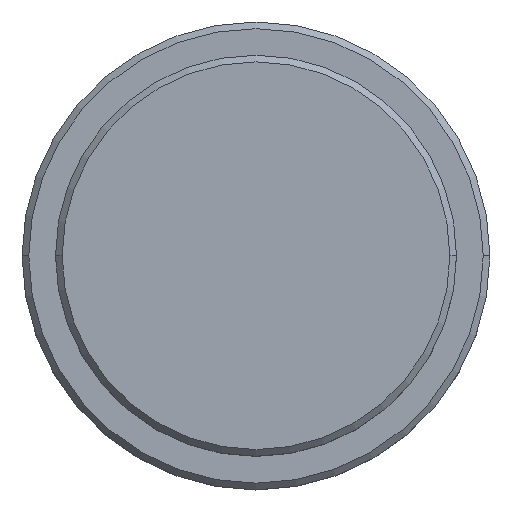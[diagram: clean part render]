
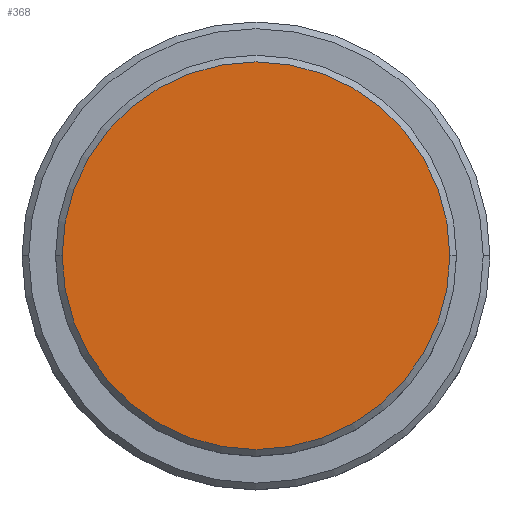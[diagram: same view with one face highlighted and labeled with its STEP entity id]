
A CAD part, top view. The second image highlights one B-rep face of the part: STEP entity #368.
In plain terms, the highlighted planar face has unit normal (0, 0, 1).
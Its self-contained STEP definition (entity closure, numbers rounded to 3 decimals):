
#29 = EDGE_LOOP ( 'NONE', ( #1007, #587 ) ) ;
#48 = CARTESIAN_POINT ( 'NONE',  ( 0., 0., 0. ) ) ;
#127 = AXIS2_PLACEMENT_3D ( 'NONE', #48, #1139, #363 ) ;
#149 = DIRECTION ( 'NONE',  ( 1., 0., 0. ) ) ;
#243 = CIRCLE ( 'NONE', #1334, 14.5 ) ;
#279 = DIRECTION ( 'NONE',  ( 0., 0., 1. ) ) ;
#322 = EDGE_CURVE ( 'NONE', #959, #1352, #376, .T. ) ;
#363 = DIRECTION ( 'NONE',  ( 1., 0., 0. ) ) ;
#368 = ADVANCED_FACE ( 'NONE', ( #812 ), #706, .T. ) ;
#376 = CIRCLE ( 'NONE', #127, 14.5 ) ;
#587 = ORIENTED_EDGE ( 'NONE', *, *, #322, .T. ) ;
#689 = CARTESIAN_POINT ( 'NONE',  ( 0., 0., 0. ) ) ;
#706 = PLANE ( 'NONE',  #1270 ) ;
#812 = FACE_OUTER_BOUND ( 'NONE', #29, .T. ) ;
#880 = EDGE_CURVE ( 'NONE', #1352, #959, #243, .T. ) ;
#939 = DIRECTION ( 'NONE',  ( 1., 0., 0. ) ) ;
#955 = CARTESIAN_POINT ( 'NONE',  ( 14.5, 0., 0. ) ) ;
#959 = VERTEX_POINT ( 'NONE', #955 ) ;
#1007 = ORIENTED_EDGE ( 'NONE', *, *, #880, .T. ) ;
#1047 = CARTESIAN_POINT ( 'NONE',  ( 0., 0., 0. ) ) ;
#1139 = DIRECTION ( 'NONE',  ( 0., 0., 1. ) ) ;
#1270 = AXIS2_PLACEMENT_3D ( 'NONE', #689, #279, #149 ) ;
#1280 = DIRECTION ( 'NONE',  ( 0., 0., 1. ) ) ;
#1334 = AXIS2_PLACEMENT_3D ( 'NONE', #1047, #1280, #939 ) ;
#1352 = VERTEX_POINT ( 'NONE', #1364 ) ;
#1364 = CARTESIAN_POINT ( 'NONE',  ( -14.5, 0., 0. ) ) ;
